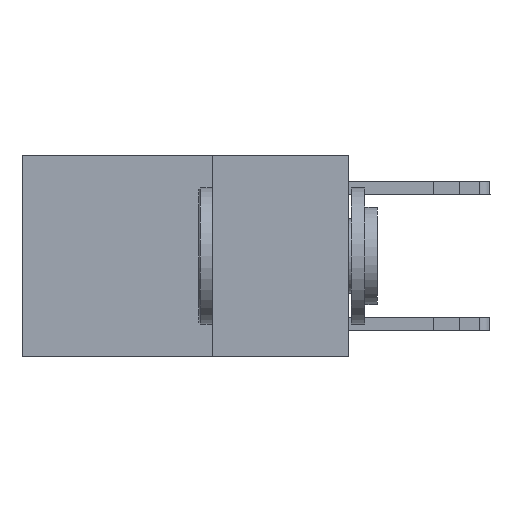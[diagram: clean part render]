
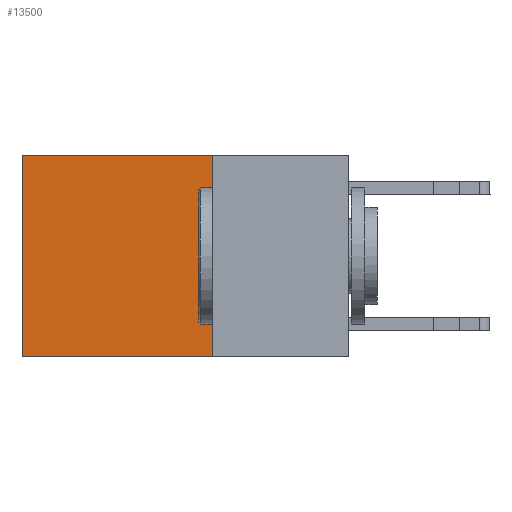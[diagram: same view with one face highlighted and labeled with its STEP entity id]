
A CAD part, left-side view. The second image highlights one B-rep face of the part: STEP entity #13500.
In plain terms, the highlighted planar face has unit normal (-1, 0, 0).
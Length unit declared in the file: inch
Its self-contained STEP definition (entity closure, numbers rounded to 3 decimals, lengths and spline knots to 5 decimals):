
#184 = EDGE_CURVE ( 'NONE', #7578, #6236, #13935, .T. ) ;
#1613 = EDGE_LOOP ( 'NONE', ( #7620, #17468, #9558, #13375 ) ) ;
#1635 = LINE ( 'NONE', #7406, #10805 ) ;
#2079 = LINE ( 'NONE', #7767, #2398 ) ;
#2398 = VECTOR ( 'NONE', #7573, 39.37008 ) ;
#2748 = CARTESIAN_POINT ( 'NONE',  ( 0.2625, 0.6, 0. ) ) ;
#3593 = VECTOR ( 'NONE', #8840, 39.37008 ) ;
#3875 = AXIS2_PLACEMENT_3D ( 'NONE', #10149, #15973, #15880 ) ;
#4413 = FACE_OUTER_BOUND ( 'NONE', #1613, .T. ) ;
#5898 = VERTEX_POINT ( 'NONE', #11732 ) ;
#6236 = VERTEX_POINT ( 'NONE', #13119 ) ;
#6890 = EDGE_CURVE ( 'NONE', #14923, #6236, #2079, .T. ) ;
#7406 = CARTESIAN_POINT ( 'NONE',  ( 0.2625, 0.25, 0. ) ) ;
#7409 = CARTESIAN_POINT ( 'NONE',  ( 0.2625, 0.6, 0. ) ) ;
#7573 = DIRECTION ( 'NONE',  ( 0., 1., 0. ) ) ;
#7578 = VERTEX_POINT ( 'NONE', #7409 ) ;
#7620 = ORIENTED_EDGE ( 'NONE', *, *, #184, .T. ) ;
#7767 = CARTESIAN_POINT ( 'NONE',  ( 0.2625, 0.25, -0.37 ) ) ;
#8840 = DIRECTION ( 'NONE',  ( 0., 0., -1. ) ) ;
#9558 = ORIENTED_EDGE ( 'NONE', *, *, #14768, .F. ) ;
#10098 = DIRECTION ( 'NONE',  ( 0., 0., -1. ) ) ;
#10149 = CARTESIAN_POINT ( 'NONE',  ( 0.2625, 0.25, 0. ) ) ;
#10654 = VECTOR ( 'NONE', #10098, 39.37008 ) ;
#10805 = VECTOR ( 'NONE', #17459, 39.37008 ) ;
#11732 = CARTESIAN_POINT ( 'NONE',  ( 0.2625, 0.25, 0. ) ) ;
#11821 = CARTESIAN_POINT ( 'NONE',  ( 0.2625, 0.25, 0. ) ) ;
#12667 = EDGE_CURVE ( 'NONE', #5898, #7578, #1635, .T. ) ;
#13119 = CARTESIAN_POINT ( 'NONE',  ( 0.2625, 0.6, -0.37 ) ) ;
#13375 = ORIENTED_EDGE ( 'NONE', *, *, #12667, .T. ) ;
#13500 = ADVANCED_FACE ( 'NONE', ( #4413 ), #16163, .F. ) ;
#13935 = LINE ( 'NONE', #2748, #10654 ) ;
#14768 = EDGE_CURVE ( 'NONE', #5898, #14923, #17658, .T. ) ;
#14923 = VERTEX_POINT ( 'NONE', #15093 ) ;
#15093 = CARTESIAN_POINT ( 'NONE',  ( 0.2625, 0.25, -0.37 ) ) ;
#15880 = DIRECTION ( 'NONE',  ( 0., 0., -1. ) ) ;
#15973 = DIRECTION ( 'NONE',  ( 1., 0., 0. ) ) ;
#16163 = PLANE ( 'NONE',  #3875 ) ;
#17459 = DIRECTION ( 'NONE',  ( 0., 1., 0. ) ) ;
#17468 = ORIENTED_EDGE ( 'NONE', *, *, #6890, .F. ) ;
#17658 = LINE ( 'NONE', #11821, #3593 ) ;
